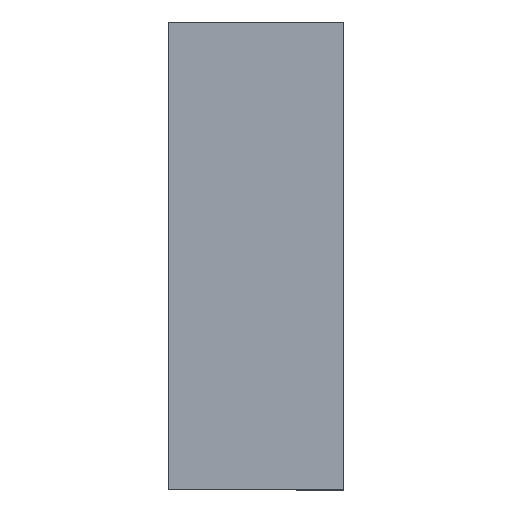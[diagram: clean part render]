
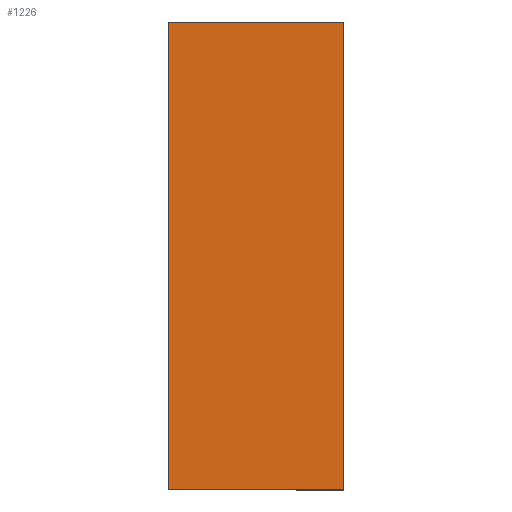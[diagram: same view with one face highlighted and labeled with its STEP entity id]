
A CAD part, left-side view. The second image highlights one B-rep face of the part: STEP entity #1226.
In plain terms, the highlighted planar face has unit normal (-1, 0, 0).
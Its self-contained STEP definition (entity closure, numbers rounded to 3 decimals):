
#69 = LINE ( 'NONE', #1052, #4273 ) ;
#144 = CARTESIAN_POINT ( 'NONE',  ( -1., 0.75, 1. ) ) ;
#259 = EDGE_CURVE ( 'NONE', #1861, #1865, #2897, .T. ) ;
#743 = DIRECTION ( 'NONE',  ( 0., 0., -1. ) ) ;
#757 = ORIENTED_EDGE ( 'NONE', *, *, #2393, .F. ) ;
#758 = DIRECTION ( 'NONE',  ( 0., -1., 0. ) ) ;
#862 = AXIS2_PLACEMENT_3D ( 'NONE', #2397, #3728, #743 ) ;
#1052 = CARTESIAN_POINT ( 'NONE',  ( -1., 0.75, -1. ) ) ;
#1068 = PLANE ( 'NONE',  #862 ) ;
#1124 = VERTEX_POINT ( 'NONE', #3578 ) ;
#1226 = ADVANCED_FACE ( 'NONE', ( #1417 ), #1068, .F. ) ;
#1353 = VECTOR ( 'NONE', #758, 1000. ) ;
#1417 = FACE_OUTER_BOUND ( 'NONE', #2669, .T. ) ;
#1647 = ORIENTED_EDGE ( 'NONE', *, *, #3912, .F. ) ;
#1719 = CARTESIAN_POINT ( 'NONE',  ( -1., 0.75, 1. ) ) ;
#1838 = EDGE_CURVE ( 'NONE', #1124, #1861, #69, .T. ) ;
#1861 = VERTEX_POINT ( 'NONE', #4061 ) ;
#1865 = VERTEX_POINT ( 'NONE', #2031 ) ;
#1891 = DIRECTION ( 'NONE',  ( 0., 0., 1. ) ) ;
#1991 = ORIENTED_EDGE ( 'NONE', *, *, #1838, .T. ) ;
#2031 = CARTESIAN_POINT ( 'NONE',  ( -1., 0., 1. ) ) ;
#2084 = CARTESIAN_POINT ( 'NONE',  ( -1., 0.75, 1. ) ) ;
#2107 = LINE ( 'NONE', #144, #1353 ) ;
#2393 = EDGE_CURVE ( 'NONE', #2565, #1865, #2107, .T. ) ;
#2397 = CARTESIAN_POINT ( 'NONE',  ( -1., 0.75, 1. ) ) ;
#2565 = VERTEX_POINT ( 'NONE', #1719 ) ;
#2599 = VECTOR ( 'NONE', #1891, 1000. ) ;
#2669 = EDGE_LOOP ( 'NONE', ( #3214, #757, #1647, #1991 ) ) ;
#2708 = DIRECTION ( 'NONE',  ( 0., -1., 0. ) ) ;
#2897 = LINE ( 'NONE', #3631, #2599 ) ;
#3089 = DIRECTION ( 'NONE',  ( 0., 0., 1. ) ) ;
#3214 = ORIENTED_EDGE ( 'NONE', *, *, #259, .T. ) ;
#3578 = CARTESIAN_POINT ( 'NONE',  ( -1., 0.75, -1. ) ) ;
#3595 = VECTOR ( 'NONE', #3089, 1000. ) ;
#3631 = CARTESIAN_POINT ( 'NONE',  ( -1., 0., 1. ) ) ;
#3728 = DIRECTION ( 'NONE',  ( 1., 0., 0. ) ) ;
#3742 = LINE ( 'NONE', #2084, #3595 ) ;
#3912 = EDGE_CURVE ( 'NONE', #1124, #2565, #3742, .T. ) ;
#4061 = CARTESIAN_POINT ( 'NONE',  ( -1., 0., -1. ) ) ;
#4273 = VECTOR ( 'NONE', #2708, 1000. ) ;
